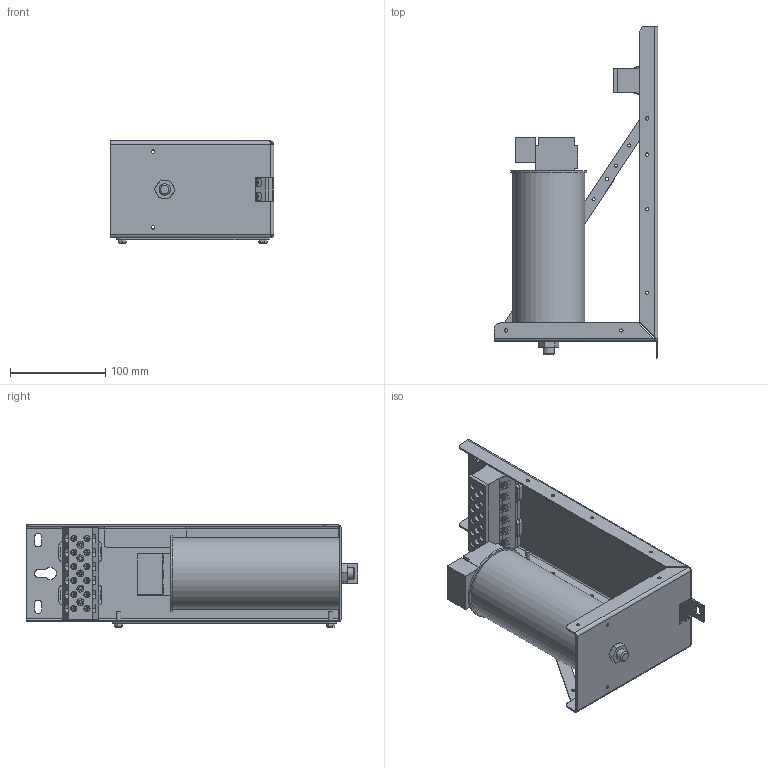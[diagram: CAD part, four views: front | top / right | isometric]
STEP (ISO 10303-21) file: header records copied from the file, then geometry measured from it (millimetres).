
FILE_DESCRIPTION(/* description */ (''),/* implementation_level */ '2;1');
FILE_NAME(/* name */ 'KPCUL005C62.stp',/* time_stamp */ '2020-03-27T14:38:19-05:00',/* author */ ('jnelson'),/* organization */ (''),/* preprocessor_version */ 'ST-DEVELOPER v17',/* originating_system */ 'Autodesk Inventor 2019',/* authorisation */ '');
FILE_SCHEMA (('AUTOMOTIVE_DESIGN { 1 0 10303 214 3 1 1 }'));
Length unit declared in the file: inch
Products named in the file (14): 107207; 30811; 27791-A; 30016; ASC TERM BLOCK-A; bleeder resistor-A; 29370 nut; 4498; 30016_1; 25441; DIN+TERMINAL; 27937; 19324; 23837
Assembly tree (15 placements, depth 3):
  107207
    30811
    19324
    27791-A
    30016
      ASC TERM BLOCK-A
      bleeder resistor-A
      29370 nut
      4498
      30016_1
    25441  x2
    DIN+TERMINAL
      27937
      19324
    23837
Bounding box: 171.45 x 347.73 x 106.87 mm (x, y, z)
Volume: 1134240.7 mm3; surface area: 318306.4 mm2
Topology: 46 solids, 46 shells, 1347 faces, 3522 edges, 2321 vertices
Faces by surface type: plane 1001, cylinder 317, bspline 20, torus 8, cone 1
Full cylindrical faces by diameter (mm): 2.54 x3, 2.794 x6, 3.251 x8, 3.556 x11, 3.962 x12, 4.597 x2, 4.699 x6, 4.898 x10, 5.08 x24, 5.083 x2, 6.124 x10, 6.35 x8, 6.375 x24, 6.379 x2, 7.341 x10, 9.652 x1, 11.608 x1, 11.989 x1, 14.224 x1, 75.184 x2, 79.248 x1
Entity records: 26768 total; most frequent: CARTESIAN_POINT 4785, DIRECTION 4403, ORIENTED_EDGE 4372, EDGE_CURVE 2186, LINE 1549, VECTOR 1549, VERTEX_POINT 1441, AXIS2_PLACEMENT_3D 1427
